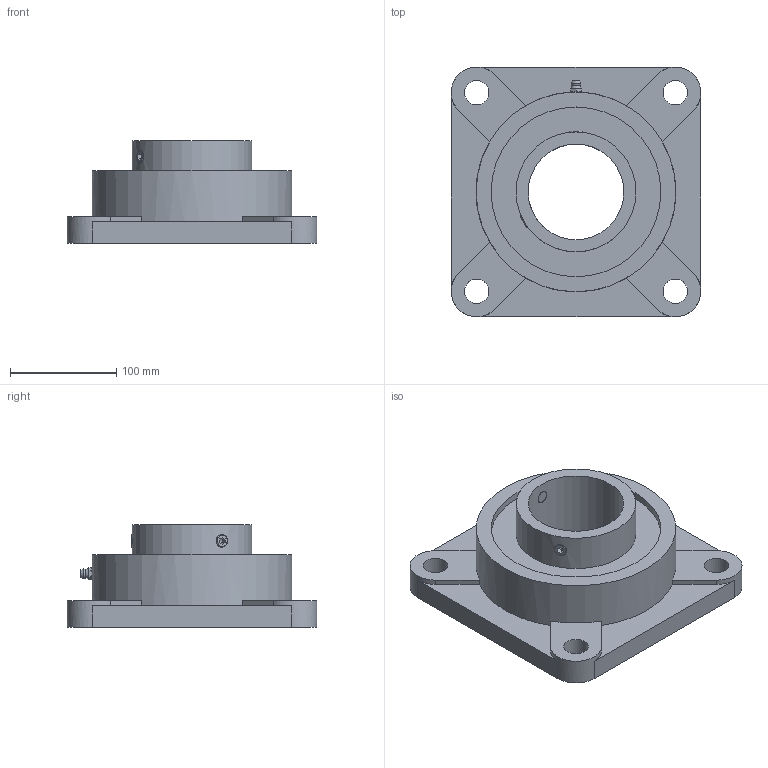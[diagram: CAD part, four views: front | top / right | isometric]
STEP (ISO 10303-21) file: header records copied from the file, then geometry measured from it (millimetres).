
FILE_DESCRIPTION( ( 'STEP AP214' ), ' ' );
FILE_NAME( 'UCF218.stp', '2018-05-30T06:37:52', ( '' ), ( '' ), ' ', 'PARTsolutions', ' ' );
FILE_SCHEMA( ( 'AUTOMOTIVE_DESIGN { 1 0 10303 214 1 1 1 1 }' ) );
Length unit declared in the file: millimetre
Products named in the file (2): UCF218; _UCF218D-Housing
Assembly tree (1 placements, depth 2):
  UCF218
    _UCF218D-Housing
Bounding box: 235 x 235 x 96.3 mm (x, y, z)
Volume: 1829780.5 mm3; surface area: 204788.9 mm2
Topology: 1 solids, 1 shells, 105 faces, 253 edges, 160 vertices
Faces by surface type: plane 54, cylinder 30, cone 19, torus 2
Full cylindrical faces by diameter (mm): 12 x2, 23 x4, 90 x1, 112.8 x2, 150.4 x1, 159.8 x1, 188 x1
Entity records: 4288 total; most frequent: CARTESIAN_POINT 1099, DIRECTION 472, ORIENTED_EDGE 448, EDGE_CURVE 224, AXIS2_PLACEMENT_3D 189, VERTEX_POINT 154, EDGE_LOOP 146, FACE_OUTER_BOUND 119
